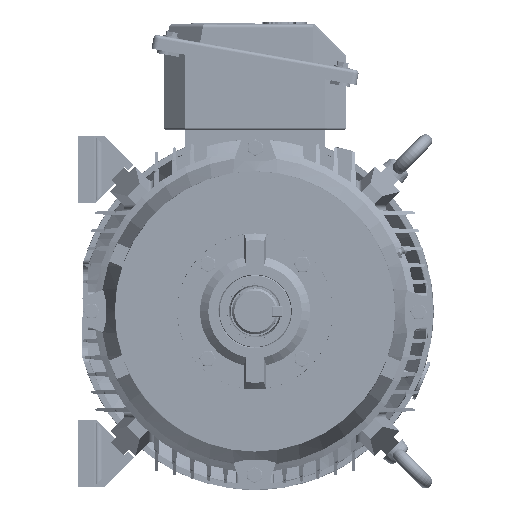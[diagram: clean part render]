
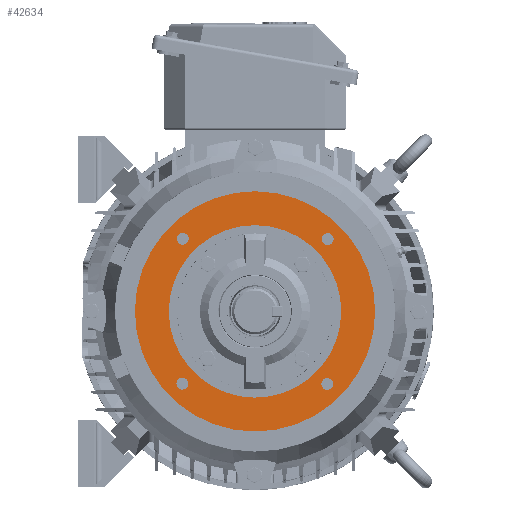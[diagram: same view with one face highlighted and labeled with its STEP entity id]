
A CAD part, left-side view. The second image highlights one B-rep face of the part: STEP entity #42634.
In plain terms, the highlighted face is planar.
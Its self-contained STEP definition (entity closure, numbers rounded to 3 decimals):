
#38199 = CARTESIAN_POINT ( 'NONE',  ( -70.432, 65.107, 2.5 ) ) ;
#42565 = EDGE_CURVE ( 'NONE', #142572, #142526, #152744, .T. ) ;
#42566 = EDGE_LOOP ( 'NONE', ( #42664, #42636 ) ) ;
#42575 = ORIENTED_EDGE ( 'NONE', *, *, #42652, .F. ) ;
#42584 = ORIENTED_EDGE ( 'NONE', *, *, #42702, .F. ) ;
#42595 = ORIENTED_EDGE ( 'NONE', *, *, #141322, .F. ) ;
#42604 = ORIENTED_EDGE ( 'NONE', *, *, #141561, .F. ) ;
#42605 = EDGE_LOOP ( 'NONE', ( #42618, #42595 ) ) ;
#42606 = EDGE_LOOP ( 'NONE', ( #42584, #42705 ) ) ;
#42618 = ORIENTED_EDGE ( 'NONE', *, *, #42620, .F. ) ;
#42620 = EDGE_CURVE ( 'NONE', #141324, #141316, #152819, .T. ) ;
#42623 = ORIENTED_EDGE ( 'NONE', *, *, #142539, .T. ) ;
#42634 = ADVANCED_FACE ( 'NONE', ( #152858, #152857, #152856, #152855, #152854, #152853 ), #152864, .T. ) ;
#42636 = ORIENTED_EDGE ( 'NONE', *, *, #141550, .F. ) ;
#42649 = EDGE_LOOP ( 'NONE', ( #42575, #42604 ) ) ;
#42652 = EDGE_CURVE ( 'NONE', #141480, #141344, #152897, .T. ) ;
#42664 = ORIENTED_EDGE ( 'NONE', *, *, #42665, .F. ) ;
#42665 = EDGE_CURVE ( 'NONE', #141553, #141545, #152938, .T. ) ;
#42702 = EDGE_CURVE ( 'NONE', #138023, #141438, #153001, .T. ) ;
#42705 = ORIENTED_EDGE ( 'NONE', *, *, #141363, .F. ) ;
#42707 = EDGE_LOOP ( 'NONE', ( #42623, #42713 ) ) ;
#42713 = ORIENTED_EDGE ( 'NONE', *, *, #42715, .T. ) ;
#42715 = EDGE_CURVE ( 'NONE', #142465, #142469, #152978, .T. ) ;
#42716 = EDGE_LOOP ( 'NONE', ( #145644, #145838 ) ) ;
#52194 = CARTESIAN_POINT ( 'NONE',  ( -70.432, -65.107, 2.5 ) ) ;
#52205 = DIRECTION ( 'NONE',  ( -1., 0., 0. ) ) ;
#52206 = DIRECTION ( 'NONE',  ( 0., 0., -1. ) ) ;
#52207 = AXIS2_PLACEMENT_3D ( 'NONE', #52215, #52206, #52205 ) ;
#52208 = CIRCLE ( 'NONE', #52207, 5.325 ) ;
#52215 = CARTESIAN_POINT ( 'NONE',  ( -65.107, -65.107, 2.5 ) ) ;
#52221 = CARTESIAN_POINT ( 'NONE',  ( -59.782, -65.107, 2.5 ) ) ;
#52332 = CARTESIAN_POINT ( 'NONE',  ( 70.432, -65.107, 2.5 ) ) ;
#52369 = DIRECTION ( 'NONE',  ( -1., 0., 0. ) ) ;
#52371 = DIRECTION ( 'NONE',  ( 0., 0., -1. ) ) ;
#52373 = AXIS2_PLACEMENT_3D ( 'NONE', #52389, #52371, #52369 ) ;
#52374 = CIRCLE ( 'NONE', #52373, 5.325 ) ;
#52389 = CARTESIAN_POINT ( 'NONE',  ( -65.107, 65.107, 2.5 ) ) ;
#52582 = CARTESIAN_POINT ( 'NONE',  ( -59.782, 65.107, 2.5 ) ) ;
#52778 = CARTESIAN_POINT ( 'NONE',  ( 59.782, -65.107, 2.5 ) ) ;
#53016 = DIRECTION ( 'NONE',  ( -1., 0., 0. ) ) ;
#53017 = DIRECTION ( 'NONE',  ( 0., 0., -1. ) ) ;
#53018 = CARTESIAN_POINT ( 'NONE',  ( 65.107, -65.107, 2.5 ) ) ;
#53020 = AXIS2_PLACEMENT_3D ( 'NONE', #53018, #53017, #53016 ) ;
#53021 = CIRCLE ( 'NONE', #53020, 5.325 ) ;
#53027 = CARTESIAN_POINT ( 'NONE',  ( 59.782, 65.107, 2.5 ) ) ;
#53031 = DIRECTION ( 'NONE',  ( -1., 0., 0. ) ) ;
#53032 = DIRECTION ( 'NONE',  ( 0., 0., -1. ) ) ;
#53033 = CARTESIAN_POINT ( 'NONE',  ( 65.107, 65.107, 2.5 ) ) ;
#53034 = AXIS2_PLACEMENT_3D ( 'NONE', #53033, #53032, #53031 ) ;
#53035 = CIRCLE ( 'NONE', #53034, 5.325 ) ;
#53052 = CARTESIAN_POINT ( 'NONE',  ( 70.432, 65.107, 2.5 ) ) ;
#56782 = CARTESIAN_POINT ( 'NONE',  ( -107.95, 0., 2.5 ) ) ;
#56803 = CARTESIAN_POINT ( 'NONE',  ( 107.95, 0., 2.5 ) ) ;
#56956 = CARTESIAN_POINT ( 'NONE',  ( 77.5, 0., 2.5 ) ) ;
#57011 = DIRECTION ( 'NONE',  ( -1., 0., 0. ) ) ;
#57013 = DIRECTION ( 'NONE',  ( 0., 0., -1. ) ) ;
#57015 = CARTESIAN_POINT ( 'NONE',  ( 0., 0., 2.5 ) ) ;
#57016 = AXIS2_PLACEMENT_3D ( 'NONE', #57015, #57013, #57011 ) ;
#57017 = CIRCLE ( 'NONE', #57016, 107.95 ) ;
#57161 = CARTESIAN_POINT ( 'NONE',  ( -77.5, 0., 2.5 ) ) ;
#57163 = DIRECTION ( 'NONE',  ( -1., 0., 0. ) ) ;
#57164 = DIRECTION ( 'NONE',  ( 0., 0., -1. ) ) ;
#57165 = CARTESIAN_POINT ( 'NONE',  ( 0., 0., 2.5 ) ) ;
#57166 = AXIS2_PLACEMENT_3D ( 'NONE', #57165, #57164, #57163 ) ;
#57168 = CIRCLE ( 'NONE', #57166, 77.5 ) ;
#138023 = VERTEX_POINT ( 'NONE', #38199 ) ;
#141316 = VERTEX_POINT ( 'NONE', #52221 ) ;
#141322 = EDGE_CURVE ( 'NONE', #141316, #141324, #52208, .T. ) ;
#141324 = VERTEX_POINT ( 'NONE', #52194 ) ;
#141344 = VERTEX_POINT ( 'NONE', #52332 ) ;
#141363 = EDGE_CURVE ( 'NONE', #141438, #138023, #52374, .T. ) ;
#141438 = VERTEX_POINT ( 'NONE', #52582 ) ;
#141480 = VERTEX_POINT ( 'NONE', #52778 ) ;
#141545 = VERTEX_POINT ( 'NONE', #53052 ) ;
#141550 = EDGE_CURVE ( 'NONE', #141545, #141553, #53035, .T. ) ;
#141553 = VERTEX_POINT ( 'NONE', #53027 ) ;
#141561 = EDGE_CURVE ( 'NONE', #141344, #141480, #53021, .T. ) ;
#142465 = VERTEX_POINT ( 'NONE', #56803 ) ;
#142469 = VERTEX_POINT ( 'NONE', #56782 ) ;
#142526 = VERTEX_POINT ( 'NONE', #56956 ) ;
#142539 = EDGE_CURVE ( 'NONE', #142469, #142465, #57017, .T. ) ;
#142568 = EDGE_CURVE ( 'NONE', #142526, #142572, #57168, .T. ) ;
#142572 = VERTEX_POINT ( 'NONE', #57161 ) ;
#145644 = ORIENTED_EDGE ( 'NONE', *, *, #42565, .F. ) ;
#145838 = ORIENTED_EDGE ( 'NONE', *, *, #142568, .F. ) ;
#152744 = CIRCLE ( 'NONE', #152770, 77.5 ) ;
#152767 = DIRECTION ( 'NONE',  ( -1., 0., 0. ) ) ;
#152768 = DIRECTION ( 'NONE',  ( 0., 0., -1. ) ) ;
#152769 = CARTESIAN_POINT ( 'NONE',  ( 0., 0., 2.5 ) ) ;
#152770 = AXIS2_PLACEMENT_3D ( 'NONE', #152769, #152768, #152767 ) ;
#152815 = DIRECTION ( 'NONE',  ( -1., 0., 0. ) ) ;
#152816 = DIRECTION ( 'NONE',  ( 0., 0., -1. ) ) ;
#152817 = CARTESIAN_POINT ( 'NONE',  ( -65.107, -65.107, 2.5 ) ) ;
#152818 = AXIS2_PLACEMENT_3D ( 'NONE', #152817, #152816, #152815 ) ;
#152819 = CIRCLE ( 'NONE', #152818, 5.325 ) ;
#152848 = DIRECTION ( 'NONE',  ( -1., 0., 0. ) ) ;
#152849 = DIRECTION ( 'NONE',  ( 0., 0., -1. ) ) ;
#152850 = CARTESIAN_POINT ( 'NONE',  ( 0., 107.95, 2.5 ) ) ;
#152852 = AXIS2_PLACEMENT_3D ( 'NONE', #152850, #152849, #152848 ) ;
#152853 = FACE_BOUND ( 'NONE', #42716, .T. ) ;
#152854 = FACE_OUTER_BOUND ( 'NONE', #42707, .T. ) ;
#152855 = FACE_BOUND ( 'NONE', #42606, .T. ) ;
#152856 = FACE_BOUND ( 'NONE', #42605, .T. ) ;
#152857 = FACE_BOUND ( 'NONE', #42649, .T. ) ;
#152858 = FACE_BOUND ( 'NONE', #42566, .T. ) ;
#152864 = PLANE ( 'NONE',  #152852 ) ;
#152893 = DIRECTION ( 'NONE',  ( -1., 0., 0. ) ) ;
#152894 = DIRECTION ( 'NONE',  ( 0., 0., -1. ) ) ;
#152895 = CARTESIAN_POINT ( 'NONE',  ( 65.107, -65.107, 2.5 ) ) ;
#152896 = AXIS2_PLACEMENT_3D ( 'NONE', #152895, #152894, #152893 ) ;
#152897 = CIRCLE ( 'NONE', #152896, 5.325 ) ;
#152933 = DIRECTION ( 'NONE',  ( -1., 0., 0. ) ) ;
#152934 = DIRECTION ( 'NONE',  ( 0., 0., -1. ) ) ;
#152935 = CARTESIAN_POINT ( 'NONE',  ( 65.107, 65.107, 2.5 ) ) ;
#152936 = AXIS2_PLACEMENT_3D ( 'NONE', #152935, #152934, #152933 ) ;
#152938 = CIRCLE ( 'NONE', #152936, 5.325 ) ;
#152943 = CARTESIAN_POINT ( 'NONE',  ( -65.107, 65.107, 2.5 ) ) ;
#152974 = DIRECTION ( 'NONE',  ( -1., 0., 0. ) ) ;
#152975 = DIRECTION ( 'NONE',  ( 0., 0., -1. ) ) ;
#152976 = CARTESIAN_POINT ( 'NONE',  ( 0., 0., 2.5 ) ) ;
#152977 = AXIS2_PLACEMENT_3D ( 'NONE', #152976, #152975, #152974 ) ;
#152978 = CIRCLE ( 'NONE', #152977, 107.95 ) ;
#152998 = DIRECTION ( 'NONE',  ( -1., 0., 0. ) ) ;
#152999 = DIRECTION ( 'NONE',  ( 0., 0., -1. ) ) ;
#153000 = AXIS2_PLACEMENT_3D ( 'NONE', #152943, #152999, #152998 ) ;
#153001 = CIRCLE ( 'NONE', #153000, 5.325 ) ;
